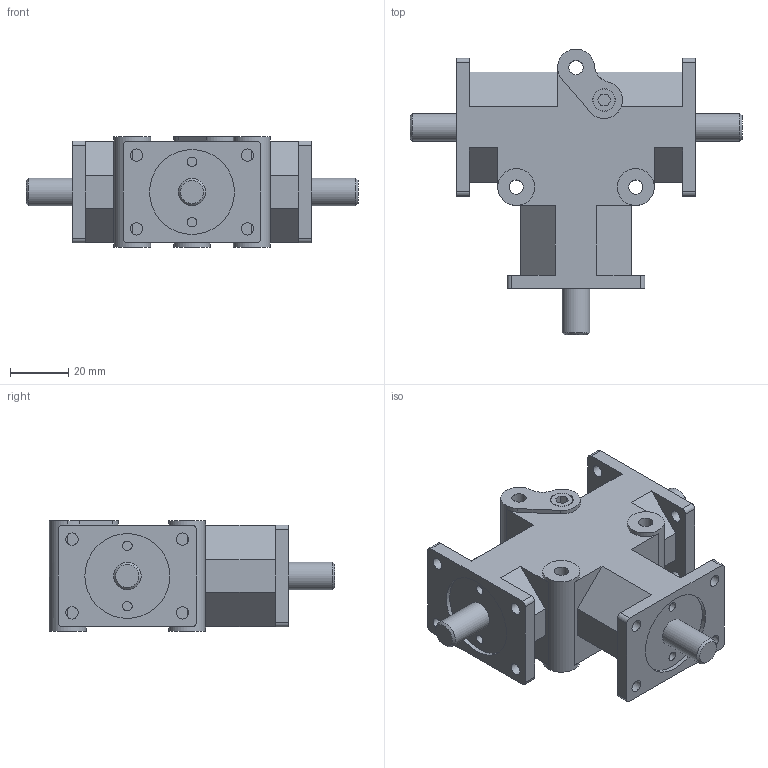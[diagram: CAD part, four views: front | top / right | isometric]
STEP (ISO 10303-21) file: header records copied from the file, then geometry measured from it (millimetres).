
FILE_DESCRIPTION(/* description */ (''),/* implementation_level */ '2;1');
FILE_NAME(/* name */ '16.step',/* time_stamp */ '2021-01-11T08:58:37-05:00',/* author */ (''),/* organization */ (''),/* preprocessor_version */ 'ST-DEVELOPER v18.1',/* originating_system */ 'Autodesk Translation Framework v9.7.1.1290',/* authorisation */ '');
FILE_SCHEMA (('AUTOMOTIVE_DESIGN { 1 0 10303 214 3 1 1 }'));
Length unit declared in the file: inch
Products named in the file (1): (Unsaved)
Bounding box: 114.3 x 98.36 x 38.1 mm (x, y, z)
Volume: 151121.6 mm3; surface area: 27373.8 mm2
Topology: 1 solids, 1 shells, 119 faces, 304 edges, 201 vertices
Faces by surface type: plane 69, cylinder 46, cone 4
Full cylindrical faces by diameter (mm): 3.251 x6, 4.216 x12, 4.902 x3, 7.874 x1, 9.525 x3, 12.7 x3, 29.235 x3
Entity records: 3722 total; most frequent: DIRECTION 653, CARTESIAN_POINT 625, ORIENTED_EDGE 608, EDGE_CURVE 304, AXIS2_PLACEMENT_3D 229, VERTEX_POINT 201, LINE 195, VECTOR 195
